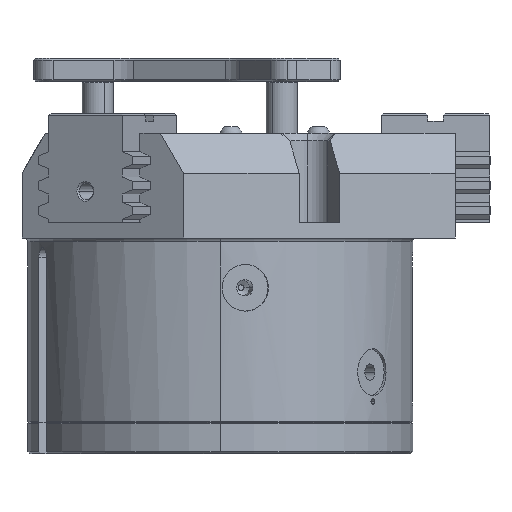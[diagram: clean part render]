
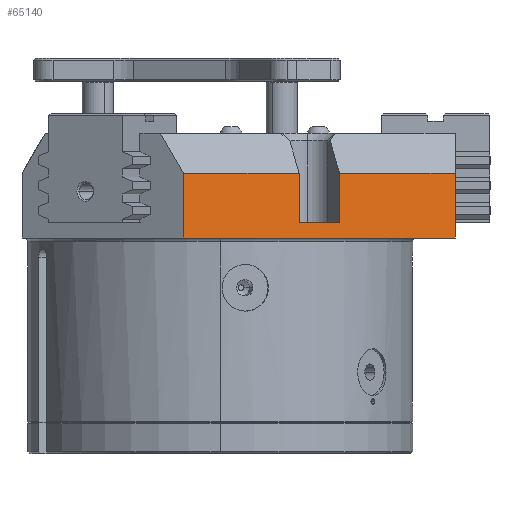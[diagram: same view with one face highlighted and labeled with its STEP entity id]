
A CAD part, left-side view. The second image highlights one B-rep face of the part: STEP entity #65140.
In plain terms, the highlighted planar face has unit normal (-0.866, -0.5, 0).
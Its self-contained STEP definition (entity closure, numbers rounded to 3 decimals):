
#522 = CARTESIAN_POINT ( 'NONE',  ( -24.018, -60.4, 47.5 ) ) ;
#701 = EDGE_CURVE ( 'NONE', #11337, #39896, #60018, .T. ) ;
#1734 = DIRECTION ( 'NONE',  ( 0.5, -0.866, 0. ) ) ;
#3290 = LINE ( 'NONE', #47024, #48042 ) ;
#3297 = VECTOR ( 'NONE', #69829, 1000. ) ;
#5646 = VERTEX_POINT ( 'NONE', #22830 ) ;
#5869 = CARTESIAN_POINT ( 'NONE',  ( -24.018, -60.4, 74.5 ) ) ;
#6061 = VECTOR ( 'NONE', #40790, 1000. ) ;
#6363 = ORIENTED_EDGE ( 'NONE', *, *, #701, .T. ) ;
#7481 = DIRECTION ( 'NONE',  ( 0.5, -0.866, 0. ) ) ;
#7619 = CARTESIAN_POINT ( 'NONE',  ( -4.725, -93.815, 47.5 ) ) ;
#8354 = DIRECTION ( 'NONE',  ( 0.5, -0.866, 0. ) ) ;
#8653 = CARTESIAN_POINT ( 'NONE',  ( -47.167, -20.304, 51.5 ) ) ;
#11040 = CARTESIAN_POINT ( 'NONE',  ( -47.167, -20.304, 64.108 ) ) ;
#11337 = VERTEX_POINT ( 'NONE', #57679 ) ;
#11434 = LINE ( 'NONE', #31520, #56262 ) ;
#12344 = VERTEX_POINT ( 'NONE', #522 ) ;
#14999 = CARTESIAN_POINT ( 'NONE',  ( -41.167, -30.696, 0. ) ) ;
#15208 = DIRECTION ( 'NONE',  ( 0.866, 0.5, 0. ) ) ;
#15834 = AXIS2_PLACEMENT_3D ( 'NONE', #61726, #15208, #56111 ) ;
#16431 = DIRECTION ( 'NONE',  ( 0., 0., 1. ) ) ;
#17052 = VECTOR ( 'NONE', #7481, 1000. ) ;
#20583 = LINE ( 'NONE', #52002, #3297 ) ;
#22830 = CARTESIAN_POINT ( 'NONE',  ( -64.317, 9.4, 64.108 ) ) ;
#25595 = EDGE_CURVE ( 'NONE', #5646, #62885, #3290, .T. ) ;
#26483 = VERTEX_POINT ( 'NONE', #8653 ) ;
#27607 = DIRECTION ( 'NONE',  ( 0.5, -0.866, 0. ) ) ;
#27988 = ORIENTED_EDGE ( 'NONE', *, *, #25595, .F. ) ;
#29589 = ORIENTED_EDGE ( 'NONE', *, *, #71976, .F. ) ;
#30086 = CARTESIAN_POINT ( 'NONE',  ( -24.018, -60.4, 64.108 ) ) ;
#31022 = ORIENTED_EDGE ( 'NONE', *, *, #55028, .T. ) ;
#31520 = CARTESIAN_POINT ( 'NONE',  ( -4.725, -93.815, 51.5 ) ) ;
#32562 = LINE ( 'NONE', #42433, #17052 ) ;
#32923 = ORIENTED_EDGE ( 'NONE', *, *, #49151, .F. ) ;
#36329 = ORIENTED_EDGE ( 'NONE', *, *, #36681, .T. ) ;
#36681 = EDGE_CURVE ( 'NONE', #26483, #62885, #20583, .T. ) ;
#38507 = DIRECTION ( 'NONE',  ( 0., 0., -1. ) ) ;
#39896 = VERTEX_POINT ( 'NONE', #74215 ) ;
#40790 = DIRECTION ( 'NONE',  ( 0., 0., -1. ) ) ;
#41802 = VECTOR ( 'NONE', #1734, 1000. ) ;
#42433 = CARTESIAN_POINT ( 'NONE',  ( -82.33, 40.6, 64.108 ) ) ;
#43227 = VERTEX_POINT ( 'NONE', #30086 ) ;
#43878 = EDGE_CURVE ( 'NONE', #26483, #39896, #11434, .T. ) ;
#44422 = CARTESIAN_POINT ( 'NONE',  ( -64.317, 9.4, 47.5 ) ) ;
#44446 = VECTOR ( 'NONE', #38507, 1000. ) ;
#45477 = LINE ( 'NONE', #7619, #41802 ) ;
#45567 = CARTESIAN_POINT ( 'NONE',  ( -64.317, 9.4, 74.5 ) ) ;
#47024 = CARTESIAN_POINT ( 'NONE',  ( -82.33, 40.6, 64.108 ) ) ;
#47406 = VECTOR ( 'NONE', #16431, 1000. ) ;
#47895 = FACE_OUTER_BOUND ( 'NONE', #57203, .T. ) ;
#48042 = VECTOR ( 'NONE', #27607, 1000. ) ;
#49151 = EDGE_CURVE ( 'NONE', #60378, #5646, #64745, .T. ) ;
#52002 = CARTESIAN_POINT ( 'NONE',  ( -47.167, -20.304, 0. ) ) ;
#55028 = EDGE_CURVE ( 'NONE', #60378, #12344, #45477, .T. ) ;
#55719 = ORIENTED_EDGE ( 'NONE', *, *, #43878, .F. ) ;
#56111 = DIRECTION ( 'NONE',  ( -0.5, 0.866, 0. ) ) ;
#56262 = VECTOR ( 'NONE', #8354, 1000. ) ;
#57203 = EDGE_LOOP ( 'NONE', ( #32923, #31022, #63600, #29589, #6363, #55719, #36329, #27988 ) ) ;
#57679 = CARTESIAN_POINT ( 'NONE',  ( -41.167, -30.696, 64.108 ) ) ;
#60018 = LINE ( 'NONE', #14999, #44446 ) ;
#60378 = VERTEX_POINT ( 'NONE', #44422 ) ;
#61726 = CARTESIAN_POINT ( 'NONE',  ( -4.725, -93.815, 0. ) ) ;
#62885 = VERTEX_POINT ( 'NONE', #11040 ) ;
#63467 = EDGE_CURVE ( 'NONE', #43227, #12344, #68166, .T. ) ;
#63600 = ORIENTED_EDGE ( 'NONE', *, *, #63467, .F. ) ;
#64745 = LINE ( 'NONE', #45567, #47406 ) ;
#65140 = ADVANCED_FACE ( 'NONE', ( #47895 ), #73456, .F. ) ;
#68166 = LINE ( 'NONE', #5869, #6061 ) ;
#69829 = DIRECTION ( 'NONE',  ( 0., 0., 1. ) ) ;
#71976 = EDGE_CURVE ( 'NONE', #11337, #43227, #32562, .T. ) ;
#73456 = PLANE ( 'NONE',  #15834 ) ;
#74215 = CARTESIAN_POINT ( 'NONE',  ( -41.167, -30.696, 51.5 ) ) ;
